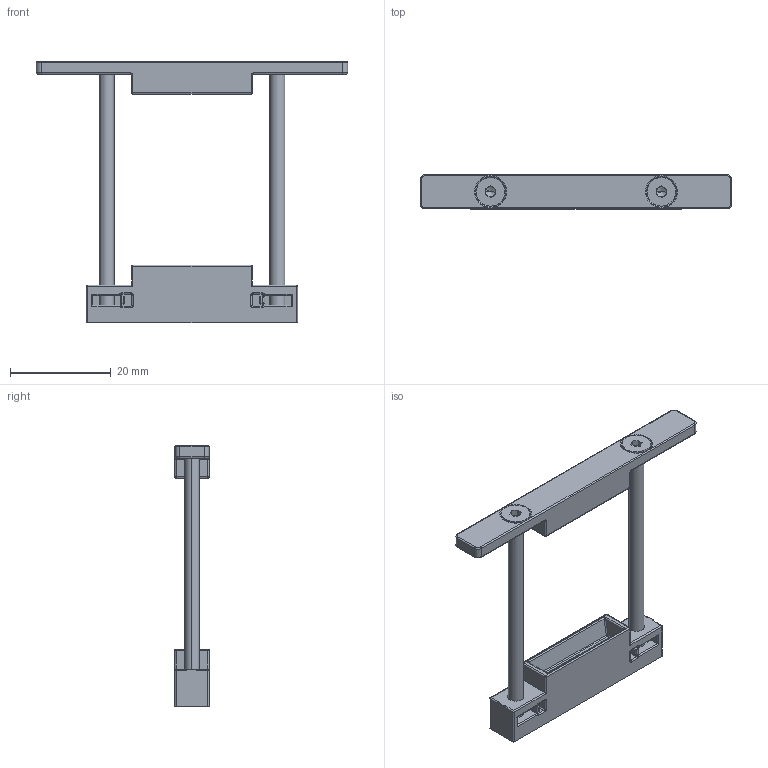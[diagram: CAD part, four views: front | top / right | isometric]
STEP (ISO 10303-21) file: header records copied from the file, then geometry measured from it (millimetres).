
FILE_DESCRIPTION (( 'STEP AP214' ), '1' );
FILE_NAME ('KN-KOP1.STEP', '2018-08-28T09:39:31', ( '' ), ( '' ), 'SwSTEP 2.0', 'SolidWorks 2018', '' );
FILE_SCHEMA (( 'AUTOMOTIVE_DESIGN' ));
Length unit declared in the file: millimetre
Products named in the file (1): KN-KOP1
Bounding box: 62 x 6.8 x 52.1 mm (x, y, z)
Surface area: 4774.2 mm2 (no closed solid volume)
Topology: 0 solids, 8 shells, 294 faces, 765 edges, 432 vertices
Faces by surface type: cylinder 127, plane 90, torus 30, sphere 27, cone 10, bspline 10
Entity records: 13044 total; most frequent: CARTESIAN_POINT 2909, DIRECTION 1494, ORIENTED_EDGE 1345, EDGE_CURVE 735, AXIS2_PLACEMENT_3D 556, VERTEX_POINT 432, LINE 382, VECTOR 382
